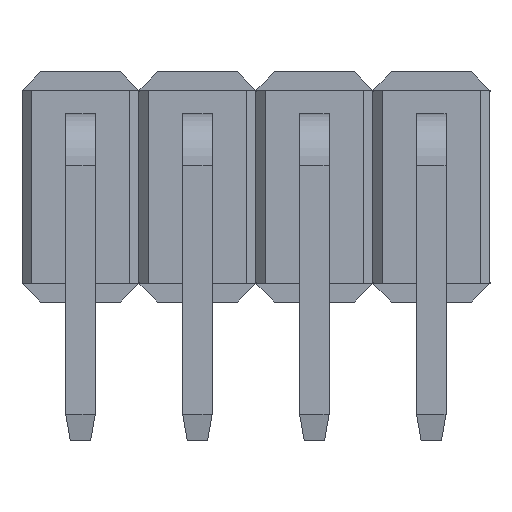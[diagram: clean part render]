
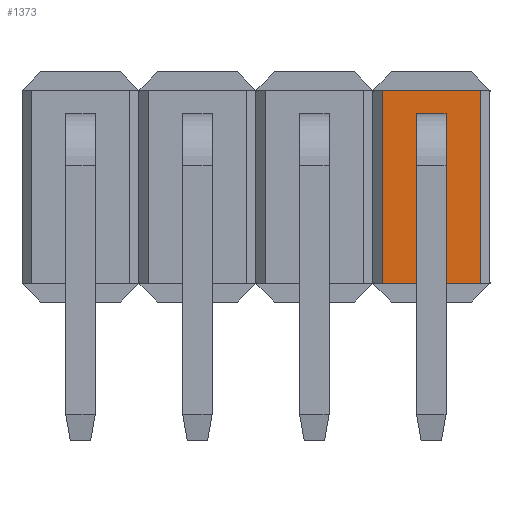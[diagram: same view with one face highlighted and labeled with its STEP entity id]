
A CAD part, front view. The second image highlights one B-rep face of the part: STEP entity #1373.
In plain terms, the highlighted planar face has unit normal (0, -1, 0).
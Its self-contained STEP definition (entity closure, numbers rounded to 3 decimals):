
#21 = DIRECTION ( 'NONE',  ( 1., 0., 0. ) ) ;
#73 = VECTOR ( 'NONE', #6661, 1000. ) ;
#154 = VERTEX_POINT ( 'NONE', #5527 ) ;
#194 = DIRECTION ( 'NONE',  ( 0., 0., 1. ) ) ;
#440 = CARTESIAN_POINT ( 'NONE',  ( 0.32, 0.54, -0.95 ) ) ;
#506 = VECTOR ( 'NONE', #6967, 1000. ) ;
#511 = VERTEX_POINT ( 'NONE', #696 ) ;
#600 = LINE ( 'NONE', #5874, #7185 ) ;
#630 = CARTESIAN_POINT ( 'NONE',  ( 1.07, 0.54, 2.1 ) ) ;
#649 = ORIENTED_EDGE ( 'NONE', *, *, #5696, .T. ) ;
#696 = CARTESIAN_POINT ( 'NONE',  ( -0.32, 0.54, 0.95 ) ) ;
#714 = LINE ( 'NONE', #2476, #506 ) ;
#773 = VERTEX_POINT ( 'NONE', #5982 ) ;
#836 = LINE ( 'NONE', #3162, #3996 ) ;
#877 = CARTESIAN_POINT ( 'NONE',  ( 1.07, 0.54, -2.1 ) ) ;
#926 = CARTESIAN_POINT ( 'NONE',  ( -0.32, 0.54, 0.95 ) ) ;
#1071 = DIRECTION ( 'NONE',  ( 0., 0., -1. ) ) ;
#1179 = DIRECTION ( 'NONE',  ( 0., 1., 0. ) ) ;
#1201 = CARTESIAN_POINT ( 'NONE',  ( -0.32, 0.54, -1.59 ) ) ;
#1243 = FACE_BOUND ( 'NONE', #6194, .T. ) ;
#1281 = VERTEX_POINT ( 'NONE', #6171 ) ;
#1292 = DIRECTION ( 'NONE',  ( 0., 0., 1. ) ) ;
#1373 = ADVANCED_FACE ( 'NONE', ( #1243, #8057, #2915 ), #4964, .F. ) ;
#1443 = VECTOR ( 'NONE', #1720, 1000. ) ;
#1451 = ORIENTED_EDGE ( 'NONE', *, *, #5949, .T. ) ;
#1583 = LINE ( 'NONE', #7023, #6483 ) ;
#1624 = EDGE_CURVE ( 'NONE', #4926, #2542, #4792, .T. ) ;
#1720 = DIRECTION ( 'NONE',  ( 0., 0., 1. ) ) ;
#1739 = LINE ( 'NONE', #926, #73 ) ;
#1750 = CARTESIAN_POINT ( 'NONE',  ( -1.07, 0.54, -2.1 ) ) ;
#1849 = VERTEX_POINT ( 'NONE', #7001 ) ;
#1918 = LINE ( 'NONE', #5968, #7025 ) ;
#1945 = ORIENTED_EDGE ( 'NONE', *, *, #4027, .F. ) ;
#2010 = VECTOR ( 'NONE', #1071, 1000. ) ;
#2154 = DIRECTION ( 'NONE',  ( 1., 0., 0. ) ) ;
#2206 = LINE ( 'NONE', #440, #2010 ) ;
#2229 = VECTOR ( 'NONE', #1292, 1000. ) ;
#2417 = CARTESIAN_POINT ( 'NONE',  ( -1.27, 0.54, 2.1 ) ) ;
#2476 = CARTESIAN_POINT ( 'NONE',  ( 0.32, 0.54, 0.95 ) ) ;
#2542 = VERTEX_POINT ( 'NONE', #7557 ) ;
#2614 = VERTEX_POINT ( 'NONE', #630 ) ;
#2647 = ORIENTED_EDGE ( 'NONE', *, *, #7618, .T. ) ;
#2915 = FACE_OUTER_BOUND ( 'NONE', #4679, .T. ) ;
#2979 = EDGE_CURVE ( 'NONE', #773, #4813, #3103, .T. ) ;
#3001 = VERTEX_POINT ( 'NONE', #7570 ) ;
#3060 = CARTESIAN_POINT ( 'NONE',  ( -0.32, 0.54, -0.95 ) ) ;
#3103 = LINE ( 'NONE', #3060, #6310 ) ;
#3137 = ORIENTED_EDGE ( 'NONE', *, *, #5772, .T. ) ;
#3162 = CARTESIAN_POINT ( 'NONE',  ( -1.27, 0.54, -2.1 ) ) ;
#3233 = ORIENTED_EDGE ( 'NONE', *, *, #6190, .T. ) ;
#3544 = EDGE_CURVE ( 'NONE', #4926, #7585, #836, .T. ) ;
#3588 = AXIS2_PLACEMENT_3D ( 'NONE', #2417, #1179, #5621 ) ;
#3704 = DIRECTION ( 'NONE',  ( 1., 0., 0. ) ) ;
#3705 = DIRECTION ( 'NONE',  ( -1., 0., 0. ) ) ;
#3830 = LINE ( 'NONE', #4052, #7241 ) ;
#3996 = VECTOR ( 'NONE', #21, 1000. ) ;
#4027 = EDGE_CURVE ( 'NONE', #2542, #2614, #1918, .T. ) ;
#4052 = CARTESIAN_POINT ( 'NONE',  ( -0.32, 0.54, 0.95 ) ) ;
#4174 = EDGE_CURVE ( 'NONE', #4813, #3001, #2206, .T. ) ;
#4183 = ORIENTED_EDGE ( 'NONE', *, *, #3544, .T. ) ;
#4268 = VECTOR ( 'NONE', #3705, 1000. ) ;
#4390 = ORIENTED_EDGE ( 'NONE', *, *, #4174, .T. ) ;
#4463 = CARTESIAN_POINT ( 'NONE',  ( 0.32, 0.54, -0.95 ) ) ;
#4679 = EDGE_LOOP ( 'NONE', ( #4183, #6688, #1945, #6463 ) ) ;
#4792 = LINE ( 'NONE', #1750, #1443 ) ;
#4813 = VERTEX_POINT ( 'NONE', #4463 ) ;
#4926 = VERTEX_POINT ( 'NONE', #5855 ) ;
#4964 = PLANE ( 'NONE',  #3588 ) ;
#5527 = CARTESIAN_POINT ( 'NONE',  ( 0.32, 0.54, 1.59 ) ) ;
#5596 = CARTESIAN_POINT ( 'NONE',  ( -0.32, 0.54, -1.59 ) ) ;
#5621 = DIRECTION ( 'NONE',  ( 0., 0., 1. ) ) ;
#5696 = EDGE_CURVE ( 'NONE', #154, #1849, #714, .T. ) ;
#5772 = EDGE_CURVE ( 'NONE', #1281, #154, #1583, .T. ) ;
#5855 = CARTESIAN_POINT ( 'NONE',  ( -1.07, 0.54, -2.1 ) ) ;
#5874 = CARTESIAN_POINT ( 'NONE',  ( -0.32, 0.54, -0.95 ) ) ;
#5949 = EDGE_CURVE ( 'NONE', #3001, #8065, #6166, .T. ) ;
#5968 = CARTESIAN_POINT ( 'NONE',  ( -1.27, 0.54, 2.1 ) ) ;
#5982 = CARTESIAN_POINT ( 'NONE',  ( -0.32, 0.54, -0.95 ) ) ;
#6166 = LINE ( 'NONE', #5596, #4268 ) ;
#6171 = CARTESIAN_POINT ( 'NONE',  ( -0.32, 0.54, 1.59 ) ) ;
#6190 = EDGE_CURVE ( 'NONE', #8065, #773, #600, .T. ) ;
#6194 = EDGE_LOOP ( 'NONE', ( #4390, #1451, #3233, #8280 ) ) ;
#6295 = ORIENTED_EDGE ( 'NONE', *, *, #7650, .T. ) ;
#6310 = VECTOR ( 'NONE', #3704, 1000. ) ;
#6463 = ORIENTED_EDGE ( 'NONE', *, *, #1624, .F. ) ;
#6483 = VECTOR ( 'NONE', #7683, 1000. ) ;
#6638 = DIRECTION ( 'NONE',  ( 0., 0., 1. ) ) ;
#6661 = DIRECTION ( 'NONE',  ( -1., 0., 0. ) ) ;
#6688 = ORIENTED_EDGE ( 'NONE', *, *, #7353, .T. ) ;
#6967 = DIRECTION ( 'NONE',  ( 0., 0., -1. ) ) ;
#7001 = CARTESIAN_POINT ( 'NONE',  ( 0.32, 0.54, 0.95 ) ) ;
#7017 = CARTESIAN_POINT ( 'NONE',  ( 1.07, 0.54, -2.1 ) ) ;
#7023 = CARTESIAN_POINT ( 'NONE',  ( -0.32, 0.54, 1.59 ) ) ;
#7025 = VECTOR ( 'NONE', #2154, 1000. ) ;
#7185 = VECTOR ( 'NONE', #194, 1000. ) ;
#7241 = VECTOR ( 'NONE', #6638, 1000. ) ;
#7252 = EDGE_LOOP ( 'NONE', ( #6295, #2647, #3137, #649 ) ) ;
#7353 = EDGE_CURVE ( 'NONE', #7585, #2614, #7559, .T. ) ;
#7557 = CARTESIAN_POINT ( 'NONE',  ( -1.07, 0.54, 2.1 ) ) ;
#7559 = LINE ( 'NONE', #7017, #2229 ) ;
#7570 = CARTESIAN_POINT ( 'NONE',  ( 0.32, 0.54, -1.59 ) ) ;
#7585 = VERTEX_POINT ( 'NONE', #877 ) ;
#7618 = EDGE_CURVE ( 'NONE', #511, #1281, #3830, .T. ) ;
#7650 = EDGE_CURVE ( 'NONE', #1849, #511, #1739, .T. ) ;
#7683 = DIRECTION ( 'NONE',  ( 1., 0., 0. ) ) ;
#8057 = FACE_BOUND ( 'NONE', #7252, .T. ) ;
#8065 = VERTEX_POINT ( 'NONE', #1201 ) ;
#8280 = ORIENTED_EDGE ( 'NONE', *, *, #2979, .T. ) ;
